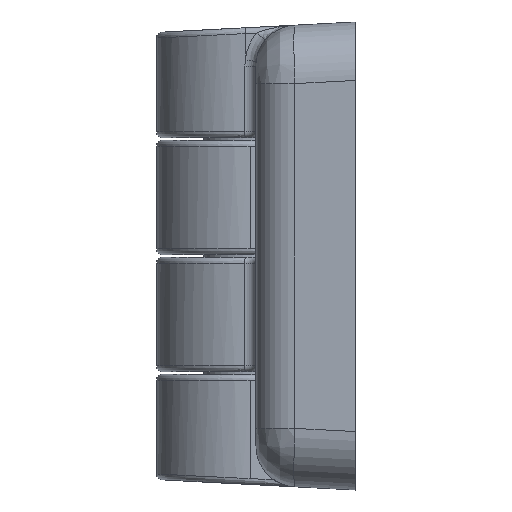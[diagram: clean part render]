
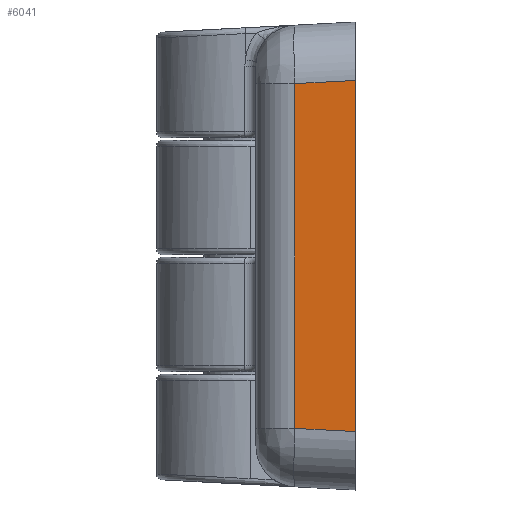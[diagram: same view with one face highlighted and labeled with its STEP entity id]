
A CAD part, left-side view. The second image highlights one B-rep face of the part: STEP entity #6041.
In plain terms, the highlighted face is planar.
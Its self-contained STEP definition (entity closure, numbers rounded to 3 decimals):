
#285 = CARTESIAN_POINT ( 'NONE',  ( 29.904, -7.175, -14.911 ) ) ;
#792 = CARTESIAN_POINT ( 'NONE',  ( 30., -9., 20. ) ) ;
#897 = LINE ( 'NONE', #11725, #5529 ) ;
#1762 = PLANE ( 'NONE',  #3830 ) ;
#2105 = DIRECTION ( 'NONE',  ( -0.052, 0.997, 0.052 ) ) ;
#2112 = EDGE_CURVE ( 'NONE', #6118, #7934, #897, .T. ) ;
#3049 = VERTEX_POINT ( 'NONE', #6964 ) ;
#3135 = VERTEX_POINT ( 'NONE', #9322 ) ;
#3590 = DIRECTION ( 'NONE',  ( 0.999, 0.052, 0. ) ) ;
#3830 = AXIS2_PLACEMENT_3D ( 'NONE', #8925, #3590, #9842 ) ;
#4674 = ORIENTED_EDGE ( 'NONE', *, *, #2112, .T. ) ;
#4984 = ORIENTED_EDGE ( 'NONE', *, *, #10593, .T. ) ;
#5350 = DIRECTION ( 'NONE',  ( 0., 0., 1. ) ) ;
#5529 = VECTOR ( 'NONE', #5350, 1000. ) ;
#5949 = DIRECTION ( 'NONE',  ( 0.052, -0.997, 0.052 ) ) ;
#6041 = ADVANCED_FACE ( 'NONE', ( #8868 ), #1762, .T. ) ;
#6118 = VERTEX_POINT ( 'NONE', #10854 ) ;
#6829 = CARTESIAN_POINT ( 'NONE',  ( 30.014, -9.26, 15.02 ) ) ;
#6964 = CARTESIAN_POINT ( 'NONE',  ( 30., -9., 15.007 ) ) ;
#6987 = ORIENTED_EDGE ( 'NONE', *, *, #10761, .T. ) ;
#7934 = VERTEX_POINT ( 'NONE', #10222 ) ;
#8236 = VECTOR ( 'NONE', #5949, 1000. ) ;
#8346 = LINE ( 'NONE', #6829, #8236 ) ;
#8868 = FACE_OUTER_BOUND ( 'NONE', #9414, .T. ) ;
#8925 = CARTESIAN_POINT ( 'NONE',  ( 30., -9., 20. ) ) ;
#9322 = CARTESIAN_POINT ( 'NONE',  ( 30., -9., -15.007 ) ) ;
#9414 = EDGE_LOOP ( 'NONE', ( #4984, #4674, #10383, #6987 ) ) ;
#9794 = DIRECTION ( 'NONE',  ( 0., 0., -1. ) ) ;
#9842 = DIRECTION ( 'NONE',  ( -0.052, 0.999, 0. ) ) ;
#10222 = CARTESIAN_POINT ( 'NONE',  ( 29.728, -3.817, 14.735 ) ) ;
#10383 = ORIENTED_EDGE ( 'NONE', *, *, #11490, .T. ) ;
#10578 = VECTOR ( 'NONE', #9794, 1000. ) ;
#10593 = EDGE_CURVE ( 'NONE', #3135, #6118, #11258, .T. ) ;
#10680 = LINE ( 'NONE', #792, #10578 ) ;
#10761 = EDGE_CURVE ( 'NONE', #3049, #3135, #10680, .T. ) ;
#10854 = CARTESIAN_POINT ( 'NONE',  ( 29.728, -3.817, -14.735 ) ) ;
#10993 = VECTOR ( 'NONE', #2105, 1000. ) ;
#11258 = LINE ( 'NONE', #285, #10993 ) ;
#11490 = EDGE_CURVE ( 'NONE', #7934, #3049, #8346, .T. ) ;
#11725 = CARTESIAN_POINT ( 'NONE',  ( 29.728, -3.817, 20. ) ) ;
